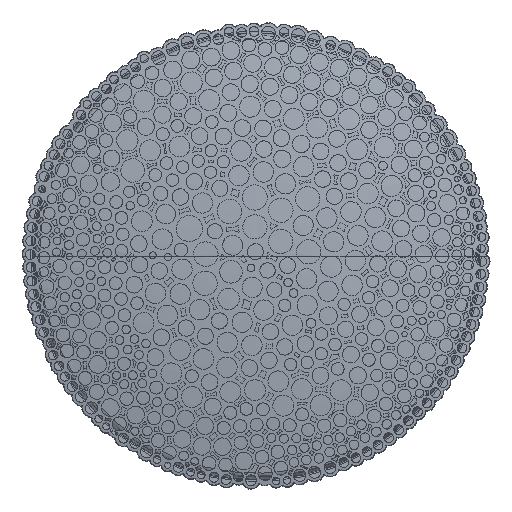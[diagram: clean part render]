
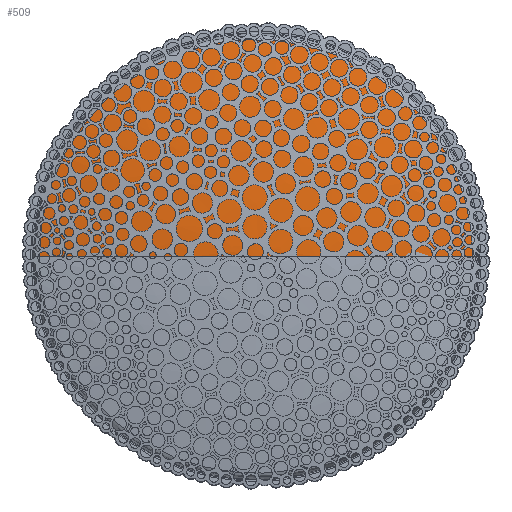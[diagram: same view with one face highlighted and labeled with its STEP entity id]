
A CAD part, top view. The second image highlights one B-rep face of the part: STEP entity #509.
In plain terms, the highlighted free-form (B-spline) face has degree [2, 2] with [3, 5] control points.
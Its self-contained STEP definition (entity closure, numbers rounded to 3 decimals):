
#509=ADVANCED_FACE($,(#1776),#19288,.T.);
#1776=FACE_OUTER_BOUND($,#3043,.T.);
#3043=EDGE_LOOP($,(#9338,#9339,#9340));
#9338=ORIENTED_EDGE($,*,*,#14334,.F.);
#9339=ORIENTED_EDGE($,*,*,#14335,.T.);
#9340=ORIENTED_EDGE($,*,*,#14355,.F.);
#14334=EDGE_CURVE($,#18819,#18830,#19353,.T.);
#14335=EDGE_CURVE($,#18819,#18820,#19354,.T.);
#14355=EDGE_CURVE($,#18830,#18820,#19369,.T.);
#18819=VERTEX_POINT($,#117742);
#18820=VERTEX_POINT($,#117743);
#18830=VERTEX_POINT($,#117753);
#19288=(
BOUNDED_SURFACE()
B_SPLINE_SURFACE(2,2,((#117492,#117493,#117494,#117495,#117496),(#117497,
#117498,#117499,#117500,#117501),(#117502,#117503,#117504,#117505,#117506)),
.UNSPECIFIED.,.F.,.F.,.F.)
B_SPLINE_SURFACE_WITH_KNOTS((3,3),(3,2,3),(0.,246.953),
(0.,1.571,3.142),.UNSPECIFIED.)
GEOMETRIC_REPRESENTATION_ITEM()
RATIONAL_B_SPLINE_SURFACE(((0.935,0.661,0.935,
0.661,0.935),(0.962,0.681,
0.962,0.681,0.962),(1.,0.707,
1.,0.707,1.)))
REPRESENTATION_ITEM($)
SURFACE()
);
#19353=(
BOUNDED_CURVE()
B_SPLINE_CURVE(2,(#117328,#117329,#117330,#117331,#117332),.UNSPECIFIED.,
.F.,.F.)
B_SPLINE_CURVE_WITH_KNOTS((3,2,3),(0.,1.571,3.142),
.UNSPECIFIED.)
CURVE()
GEOMETRIC_REPRESENTATION_ITEM()
RATIONAL_B_SPLINE_CURVE((1.,0.707,1.,0.707,1.))
REPRESENTATION_ITEM($)
);
#19354=(
BOUNDED_CURVE()
B_SPLINE_CURVE(2,(#117333,#117334,#117335),.UNSPECIFIED.,.F.,.F.)
B_SPLINE_CURVE_WITH_KNOTS((3,3),(0.,246.953),
.UNSPECIFIED.)
CURVE()
GEOMETRIC_REPRESENTATION_ITEM()
RATIONAL_B_SPLINE_CURVE((1.,0.996,1.))
REPRESENTATION_ITEM($)
);
#19369=(
BOUNDED_CURVE()
B_SPLINE_CURVE(2,(#117406,#117407,#117408),.UNSPECIFIED.,.F.,.F.)
B_SPLINE_CURVE_WITH_KNOTS((3,3),(0.,246.953),
.UNSPECIFIED.)
CURVE()
GEOMETRIC_REPRESENTATION_ITEM()
RATIONAL_B_SPLINE_CURVE((1.,0.996,1.))
REPRESENTATION_ITEM($)
);
#117328=CARTESIAN_POINT($,(-243.662,-0.504,-6.833));
#117329=CARTESIAN_POINT($,(-243.662,243.021,-6.833));
#117330=CARTESIAN_POINT($,(-0.138,243.021,-6.833));
#117331=CARTESIAN_POINT($,(243.387,243.021,-6.833));
#117332=CARTESIAN_POINT($,(243.387,-0.504,-6.833));
#117333=CARTESIAN_POINT($,(-243.662,-0.504,-6.833));
#117334=CARTESIAN_POINT($,(-122.98,-0.504,16.1));
#117335=CARTESIAN_POINT($,(-0.138,-0.504,16.1));
#117406=CARTESIAN_POINT($,(243.387,-0.504,-6.833));
#117407=CARTESIAN_POINT($,(122.704,-0.504,16.1));
#117408=CARTESIAN_POINT($,(-0.138,-0.504,16.1));
#117492=CARTESIAN_POINT($,(-243.662,-0.504,-6.833));
#117493=CARTESIAN_POINT($,(-243.662,243.021,-6.833));
#117494=CARTESIAN_POINT($,(-0.138,243.021,-6.833));
#117495=CARTESIAN_POINT($,(243.387,243.021,-6.833));
#117496=CARTESIAN_POINT($,(243.387,-0.504,-6.833));
#117497=CARTESIAN_POINT($,(-122.98,-0.504,16.1));
#117498=CARTESIAN_POINT($,(-122.98,122.339,16.1));
#117499=CARTESIAN_POINT($,(-0.138,122.339,16.1));
#117500=CARTESIAN_POINT($,(122.704,122.339,16.1));
#117501=CARTESIAN_POINT($,(122.704,-0.504,16.1));
#117502=CARTESIAN_POINT($,(-0.138,-0.504,16.1));
#117503=CARTESIAN_POINT($,(-0.138,-0.504,16.1));
#117504=CARTESIAN_POINT($,(-0.138,-0.504,16.1));
#117505=CARTESIAN_POINT($,(-0.138,-0.504,16.1));
#117506=CARTESIAN_POINT($,(-0.138,-0.504,16.1));
#117742=CARTESIAN_POINT($,(-243.662,-0.504,-6.833));
#117743=CARTESIAN_POINT($,(-0.138,-0.504,16.1));
#117753=CARTESIAN_POINT($,(243.387,-0.504,-6.833));
